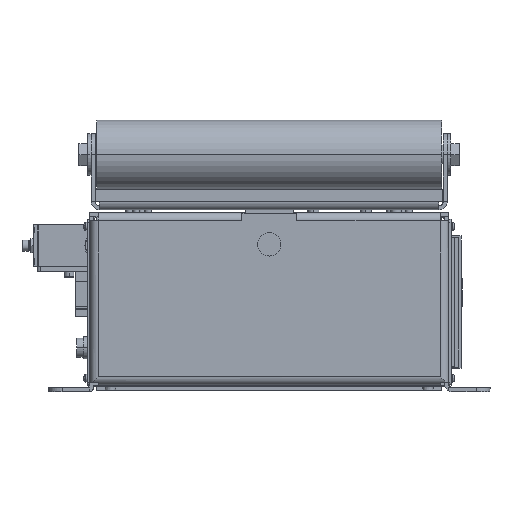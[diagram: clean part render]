
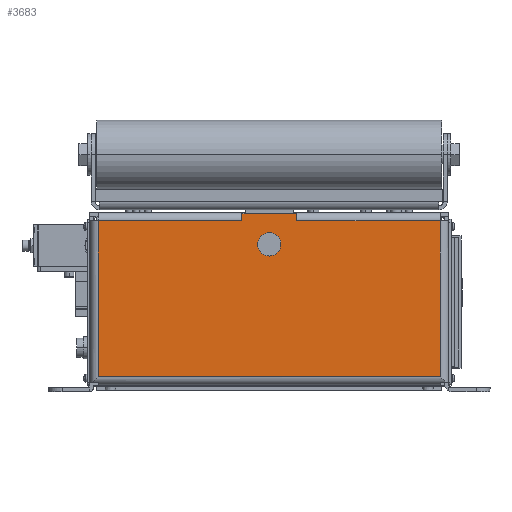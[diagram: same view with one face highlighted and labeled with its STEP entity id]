
A CAD part, left-side view. The second image highlights one B-rep face of the part: STEP entity #3683.
In plain terms, the highlighted face is planar.
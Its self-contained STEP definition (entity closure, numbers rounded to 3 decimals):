
#165=CARTESIAN_POINT('',(-16.5,42.0,-113.));
#166=VERTEX_POINT('',#165);
#182=CARTESIAN_POINT('',(-33.5,42.0,-113.));
#183=VERTEX_POINT('',#182);
#190=CARTESIAN_POINT('',(-25.0,42.0,-113.));
#191=DIRECTION('',(0.0,0.0,1.0));
#192=DIRECTION('',(1.0,0.0,0.0));
#193=AXIS2_PLACEMENT_3D('',#190,#191,#192);
#194=CIRCLE('',#193,8.5);
#195=EDGE_CURVE('',#166,#183,#194,.T.);
#1929=CARTESIAN_POINT('',(-5.3,64.0,-113.));
#1930=VERTEX_POINT('',#1929);
#1947=CARTESIAN_POINT('',(-5.3,59.,-113.));
#1948=VERTEX_POINT('',#1947);
#1955=CARTESIAN_POINT('',(-5.3,59.,-113.));
#1956=DIRECTION('',(0.0,1.0,0.0));
#1957=VECTOR('',#1956,5.);
#1958=LINE('',#1955,#1957);
#1959=EDGE_CURVE('',#1948,#1930,#1958,.T.);
#1971=CARTESIAN_POINT('',(-44.7,64.0,-113.));
#1972=VERTEX_POINT('',#1971);
#1979=CARTESIAN_POINT('',(-44.7,59.,-113.));
#1980=VERTEX_POINT('',#1979);
#1981=CARTESIAN_POINT('',(-44.7,59.,-113.));
#1982=DIRECTION('',(0.0,1.0,0.0));
#1983=VECTOR('',#1982,5.);
#1984=LINE('',#1981,#1983);
#1985=EDGE_CURVE('',#1980,#1972,#1984,.T.);
#2009=CARTESIAN_POINT('',(-44.7,64.0,-113.));
#2010=DIRECTION('',(1.0,0.0,0.0));
#2011=VECTOR('',#2010,39.4);
#2012=LINE('',#2009,#2011);
#2013=EDGE_CURVE('',#1972,#1930,#2012,.T.);
#2032=CARTESIAN_POINT('',(-45.,59.,-113.));
#2033=VERTEX_POINT('',#2032);
#2034=CARTESIAN_POINT('',(-44.7,59.,-113.));
#2035=DIRECTION('',(-1.0,0.0,0.0));
#2036=VECTOR('',#2035,0.3);
#2037=LINE('',#2034,#2036);
#2038=EDGE_CURVE('',#1980,#2033,#2037,.T.);
#2071=CARTESIAN_POINT('',(-5.,59.,-113.));
#2072=VERTEX_POINT('',#2071);
#2079=CARTESIAN_POINT('',(-5.,59.,-113.));
#2080=DIRECTION('',(-1.0,0.0,0.0));
#2081=VECTOR('',#2080,0.3);
#2082=LINE('',#2079,#2081);
#2083=EDGE_CURVE('',#2072,#1948,#2082,.T.);
#2159=CARTESIAN_POINT('',(99.0,59.0,-113.0));
#2160=VERTEX_POINT('',#2159);
#2168=CARTESIAN_POINT('',(99.0,59.0,-113.0));
#2169=DIRECTION('',(-1.0,0.0,0.0));
#2170=VECTOR('',#2169,104.);
#2171=LINE('',#2168,#2170);
#2172=EDGE_CURVE('',#2160,#2072,#2171,.T.);
#3588=CARTESIAN_POINT('',(-149.,59.0,-113.0));
#3589=VERTEX_POINT('',#3588);
#3590=CARTESIAN_POINT('',(-45.,59.,-113.));
#3591=DIRECTION('',(-1.0,0.0,0.0));
#3592=VECTOR('',#3591,104.);
#3593=LINE('',#3590,#3592);
#3594=EDGE_CURVE('',#2033,#3589,#3593,.T.);
#3637=CARTESIAN_POINT('',(0.,0.,-113.));
#3638=DIRECTION('',(0.0,0.0,1.0));
#3639=DIRECTION('',(1.0,0.0,0.0));
#3640=AXIS2_PLACEMENT_3D('',#3637,#3638,#3639);
#3641=PLANE('',#3640);
#3642=ORIENTED_EDGE('',*,*,#2172,.F.);
#3643=CARTESIAN_POINT('',(99.,-54.,-113.));
#3644=VERTEX_POINT('',#3643);
#3645=CARTESIAN_POINT('',(99.,-54.,-113.));
#3646=DIRECTION('',(0.0,1.0,0.0));
#3647=VECTOR('',#3646,113.);
#3648=LINE('',#3645,#3647);
#3649=EDGE_CURVE('',#3644,#2160,#3648,.T.);
#3650=ORIENTED_EDGE('',*,*,#3649,.F.);
#3651=CARTESIAN_POINT('',(-149.0,-54.,-113.));
#3652=VERTEX_POINT('',#3651);
#3653=CARTESIAN_POINT('',(-149.0,-54.,-113.));
#3654=DIRECTION('',(1.0,0.0,0.0));
#3655=VECTOR('',#3654,248.0);
#3656=LINE('',#3653,#3655);
#3657=EDGE_CURVE('',#3652,#3644,#3656,.T.);
#3658=ORIENTED_EDGE('',*,*,#3657,.F.);
#3659=CARTESIAN_POINT('',(-149.,59.0,-113.0));
#3660=DIRECTION('',(0.0,-1.0,0.0));
#3661=VECTOR('',#3660,113.);
#3662=LINE('',#3659,#3661);
#3663=EDGE_CURVE('',#3589,#3652,#3662,.T.);
#3664=ORIENTED_EDGE('',*,*,#3663,.F.);
#3665=ORIENTED_EDGE('',*,*,#3594,.F.);
#3666=ORIENTED_EDGE('',*,*,#2038,.F.);
#3667=ORIENTED_EDGE('',*,*,#1985,.T.);
#3668=ORIENTED_EDGE('',*,*,#2013,.T.);
#3669=ORIENTED_EDGE('',*,*,#1959,.F.);
#3670=ORIENTED_EDGE('',*,*,#2083,.F.);
#3671=EDGE_LOOP('',(#3642,#3650,#3658,#3664,#3665,#3666,#3667,#3668,#3669,#3670));
#3672=FACE_OUTER_BOUND('',#3671,.T.);
#3673=CARTESIAN_POINT('',(-25.0,42.0,-113.));
#3674=DIRECTION('',(0.0,0.0,1.0));
#3675=DIRECTION('',(1.0,0.0,0.0));
#3676=AXIS2_PLACEMENT_3D('',#3673,#3674,#3675);
#3677=CIRCLE('',#3676,8.5);
#3678=EDGE_CURVE('',#183,#166,#3677,.T.);
#3679=ORIENTED_EDGE('',*,*,#3678,.T.);
#3680=ORIENTED_EDGE('',*,*,#195,.T.);
#3681=EDGE_LOOP('',(#3679,#3680));
#3682=FACE_BOUND('',#3681,.T.);
#3683=ADVANCED_FACE('',(#3672,#3682),#3641,.F.);
